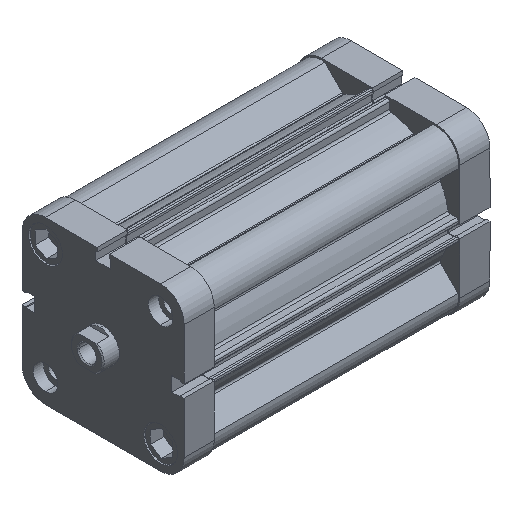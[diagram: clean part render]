
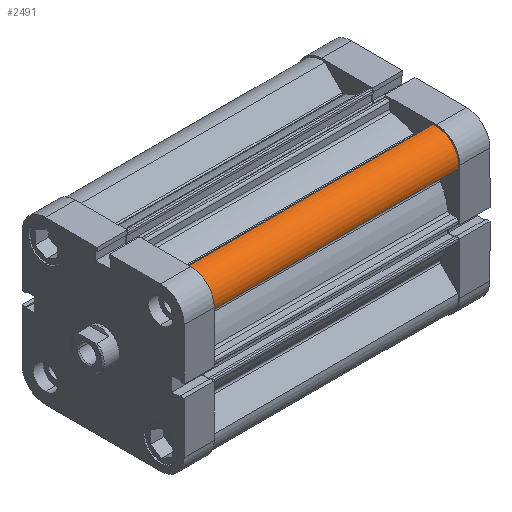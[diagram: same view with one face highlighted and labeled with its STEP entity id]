
A CAD part, isometric view. The second image highlights one B-rep face of the part: STEP entity #2491.
In plain terms, the highlighted cylindrical face has radius 10.75 mm (diameter 21.5 mm), a partial arc.
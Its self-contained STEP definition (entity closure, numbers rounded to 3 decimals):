
#1349 = VERTEX_POINT ( 'NONE', #5295 ) ;
#1377 = VERTEX_POINT ( 'NONE', #5323 ) ;
#1430 = VERTEX_POINT ( 'NONE', #5376 ) ;
#1656 = VERTEX_POINT ( 'NONE', #5476 ) ;
#1901 = EDGE_LOOP ( 'NONE', ( #2287, #2256, #2283, #2268 ) ) ;
#2256 = ORIENTED_EDGE ( 'NONE', *, *, #4526, .F. ) ;
#2268 = ORIENTED_EDGE ( 'NONE', *, *, #4533, .T. ) ;
#2283 = ORIENTED_EDGE ( 'NONE', *, *, #4369, .F. ) ;
#2287 = ORIENTED_EDGE ( 'NONE', *, *, #4478, .T. ) ;
#2491 = ADVANCED_FACE ( 'NONE', ( #3760 ), #3757, .T. ) ;
#3757 = CYLINDRICAL_SURFACE ( 'NONE', #4964, 10.75 ) ;
#3760 = FACE_OUTER_BOUND ( 'NONE', #1901, .T. ) ;
#4369 = EDGE_CURVE ( 'NONE', #1349, #1430, #8414, .T. ) ;
#4478 = EDGE_CURVE ( 'NONE', #1656, #1377, #8581, .T. ) ;
#4526 = EDGE_CURVE ( 'NONE', #1430, #1377, #8657, .T. ) ;
#4533 = EDGE_CURVE ( 'NONE', #1349, #1656, #8671, .T. ) ;
#4964 = AXIS2_PLACEMENT_3D ( 'NONE', #6416, #6408, #6411 ) ;
#5295 = CARTESIAN_POINT ( 'NONE',  ( 26.479, -38.853, 120.5 ) ) ;
#5323 = CARTESIAN_POINT ( 'NONE',  ( 38.853, -26.479, 0. ) ) ;
#5376 = CARTESIAN_POINT ( 'NONE',  ( 38.853, -26.479, 120.5 ) ) ;
#5476 = CARTESIAN_POINT ( 'NONE',  ( 26.479, -38.853, 0. ) ) ;
#6408 = DIRECTION ( 'NONE',  ( 0., 0., -1. ) ) ;
#6411 = DIRECTION ( 'NONE',  ( -1., 0., 0. ) ) ;
#6416 = CARTESIAN_POINT ( 'NONE',  ( 28.25, -28.25, 120.5 ) ) ;
#8414 = CIRCLE ( 'NONE', #8874, 10.75 ) ;
#8581 = CIRCLE ( 'NONE', #8939, 10.75 ) ;
#8657 = LINE ( 'NONE', #9558, #8658 ) ;
#8658 = VECTOR ( 'NONE', #9559, 1000. ) ;
#8671 = LINE ( 'NONE', #9572, #8672 ) ;
#8672 = VECTOR ( 'NONE', #9573, 1000. ) ;
#8874 = AXIS2_PLACEMENT_3D ( 'NONE', #9166, #9175, #9176 ) ;
#8939 = AXIS2_PLACEMENT_3D ( 'NONE', #9435, #9443, #9444 ) ;
#9166 = CARTESIAN_POINT ( 'NONE',  ( 28.25, -28.25, 120.5 ) ) ;
#9175 = DIRECTION ( 'NONE',  ( 0., 0., 1. ) ) ;
#9176 = DIRECTION ( 'NONE',  ( -1., 0., 0. ) ) ;
#9435 = CARTESIAN_POINT ( 'NONE',  ( 28.25, -28.25, 0. ) ) ;
#9443 = DIRECTION ( 'NONE',  ( 0., 0., 1. ) ) ;
#9444 = DIRECTION ( 'NONE',  ( -1., 0., 0. ) ) ;
#9558 = CARTESIAN_POINT ( 'NONE',  ( 38.853, -26.479, 120.5 ) ) ;
#9559 = DIRECTION ( 'NONE',  ( 0., 0., -1. ) ) ;
#9572 = CARTESIAN_POINT ( 'NONE',  ( 26.479, -38.853, 120.5 ) ) ;
#9573 = DIRECTION ( 'NONE',  ( 0., 0., -1. ) ) ;
